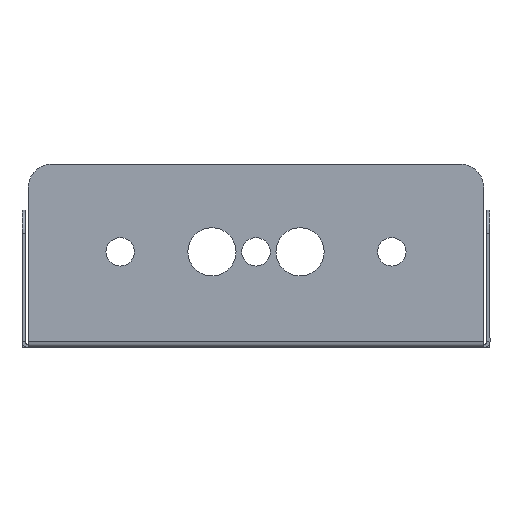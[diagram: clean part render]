
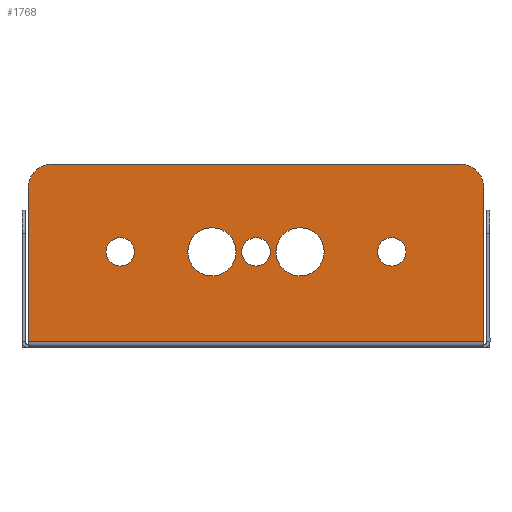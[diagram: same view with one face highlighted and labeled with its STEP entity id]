
A CAD part, front view. The second image highlights one B-rep face of the part: STEP entity #1768.
In plain terms, the highlighted planar face has unit normal (0, -1, 0).
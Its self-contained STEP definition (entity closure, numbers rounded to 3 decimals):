
#73=CARTESIAN_POINT('',(95.6,-1.4,40.0));
#74=VERTEX_POINT('',#73);
#75=CARTESIAN_POINT('',(100.6,-1.4,35.));
#76=VERTEX_POINT('',#75);
#77=CARTESIAN_POINT('',(95.6,-1.4,35.));
#78=DIRECTION('',(0.0,1.0,0.0));
#79=DIRECTION('',(0.707,0.0,0.707));
#80=AXIS2_PLACEMENT_3D('',#77,#78,#79);
#81=CIRCLE('',#80,5.0);
#82=EDGE_CURVE('',#74,#76,#81,.T.);
#124=CARTESIAN_POINT('',(6.4,-1.4,40.0));
#125=VERTEX_POINT('',#124);
#132=CARTESIAN_POINT('',(6.4,-1.4,40.0));
#133=DIRECTION('',(1.0,0.0,0.0));
#134=VECTOR('',#133,89.2);
#135=LINE('',#132,#134);
#136=EDGE_CURVE('',#125,#74,#135,.T.);
#242=CARTESIAN_POINT('',(1.4,-1.4,35.0));
#243=VERTEX_POINT('',#242);
#244=CARTESIAN_POINT('',(6.4,-1.4,35.0));
#245=DIRECTION('',(0.,1.0,0.));
#246=DIRECTION('',(-0.707,0.,0.707));
#247=AXIS2_PLACEMENT_3D('',#244,#245,#246);
#248=CIRCLE('',#247,5.);
#249=EDGE_CURVE('',#243,#125,#248,.T.);
#269=CARTESIAN_POINT('',(1.4,-1.4,1.4));
#270=VERTEX_POINT('',#269);
#277=CARTESIAN_POINT('',(1.4,-1.4,1.4));
#278=DIRECTION('',(0.0,0.0,1.0));
#279=VECTOR('',#278,33.6);
#280=LINE('',#277,#279);
#281=EDGE_CURVE('',#270,#243,#280,.T.);
#1536=CARTESIAN_POINT('',(65.85,-1.4,20.9));
#1537=VERTEX_POINT('',#1536);
#1538=CARTESIAN_POINT('',(60.6,-1.4,20.9));
#1539=DIRECTION('',(0.0,1.0,0.0));
#1540=DIRECTION('',(-1.0,0.0,0.0));
#1541=AXIS2_PLACEMENT_3D('',#1538,#1539,#1540);
#1542=CIRCLE('',#1541,5.25);
#1543=EDGE_CURVE('',#1537,#1537,#1542,.T.);
#1556=CARTESIAN_POINT('',(46.65,-1.4,20.9));
#1557=VERTEX_POINT('',#1556);
#1558=CARTESIAN_POINT('',(41.4,-1.4,20.9));
#1559=DIRECTION('',(0.0,1.0,0.0));
#1560=DIRECTION('',(-1.0,0.0,0.0));
#1561=AXIS2_PLACEMENT_3D('',#1558,#1559,#1560);
#1562=CIRCLE('',#1561,5.25);
#1563=EDGE_CURVE('',#1557,#1557,#1562,.T.);
#1576=CARTESIAN_POINT('',(83.7,-1.4,20.9));
#1577=VERTEX_POINT('',#1576);
#1578=CARTESIAN_POINT('',(80.6,-1.4,20.9));
#1579=DIRECTION('',(0.0,1.0,0.0));
#1580=DIRECTION('',(-1.0,0.0,0.0));
#1581=AXIS2_PLACEMENT_3D('',#1578,#1579,#1580);
#1582=CIRCLE('',#1581,3.1);
#1583=EDGE_CURVE('',#1577,#1577,#1582,.T.);
#1596=CARTESIAN_POINT('',(54.1,-1.4,20.9));
#1597=VERTEX_POINT('',#1596);
#1598=CARTESIAN_POINT('',(51.,-1.4,20.9));
#1599=DIRECTION('',(0.0,1.0,0.0));
#1600=DIRECTION('',(-1.0,0.0,0.0));
#1601=AXIS2_PLACEMENT_3D('',#1598,#1599,#1600);
#1602=CIRCLE('',#1601,3.1);
#1603=EDGE_CURVE('',#1597,#1597,#1602,.T.);
#1616=CARTESIAN_POINT('',(24.5,-1.4,20.9));
#1617=VERTEX_POINT('',#1616);
#1618=CARTESIAN_POINT('',(21.4,-1.4,20.9));
#1619=DIRECTION('',(0.0,1.0,0.0));
#1620=DIRECTION('',(-1.0,0.0,0.0));
#1621=AXIS2_PLACEMENT_3D('',#1618,#1619,#1620);
#1622=CIRCLE('',#1621,3.1);
#1623=EDGE_CURVE('',#1617,#1617,#1622,.T.);
#1633=CARTESIAN_POINT('',(100.6,-1.4,1.4));
#1634=VERTEX_POINT('',#1633);
#1635=CARTESIAN_POINT('',(1.4,-1.4,1.4));
#1636=DIRECTION('',(1.0,0.0,0.0));
#1637=VECTOR('',#1636,99.2);
#1638=LINE('',#1635,#1637);
#1639=EDGE_CURVE('',#270,#1634,#1638,.T.);
#1674=CARTESIAN_POINT('',(100.6,-1.4,35.));
#1675=DIRECTION('',(0.0,0.0,-1.0));
#1676=VECTOR('',#1675,33.6);
#1677=LINE('',#1674,#1676);
#1678=EDGE_CURVE('',#76,#1634,#1677,.T.);
#1740=CARTESIAN_POINT('',(51.,-1.4,19.908));
#1741=DIRECTION('',(0.0,1.0,0.0));
#1742=DIRECTION('',(1.0,0.0,0.0));
#1743=AXIS2_PLACEMENT_3D('',#1740,#1741,#1742);
#1744=PLANE('',#1743);
#1745=ORIENTED_EDGE('',*,*,#82,.F.);
#1746=ORIENTED_EDGE('',*,*,#136,.F.);
#1747=ORIENTED_EDGE('',*,*,#249,.F.);
#1748=ORIENTED_EDGE('',*,*,#281,.F.);
#1749=ORIENTED_EDGE('',*,*,#1639,.T.);
#1750=ORIENTED_EDGE('',*,*,#1678,.F.);
#1751=EDGE_LOOP('',(#1745,#1746,#1747,#1748,#1749,#1750));
#1752=FACE_OUTER_BOUND('',#1751,.T.);
#1753=ORIENTED_EDGE('',*,*,#1543,.T.);
#1754=EDGE_LOOP('',(#1753));
#1755=FACE_BOUND('',#1754,.T.);
#1756=ORIENTED_EDGE('',*,*,#1563,.T.);
#1757=EDGE_LOOP('',(#1756));
#1758=FACE_BOUND('',#1757,.T.);
#1759=ORIENTED_EDGE('',*,*,#1583,.T.);
#1760=EDGE_LOOP('',(#1759));
#1761=FACE_BOUND('',#1760,.T.);
#1762=ORIENTED_EDGE('',*,*,#1603,.T.);
#1763=EDGE_LOOP('',(#1762));
#1764=FACE_BOUND('',#1763,.T.);
#1765=ORIENTED_EDGE('',*,*,#1623,.T.);
#1766=EDGE_LOOP('',(#1765));
#1767=FACE_BOUND('',#1766,.T.);
#1768=ADVANCED_FACE('',(#1752,#1755,#1758,#1761,#1764,#1767),#1744,.F.);
